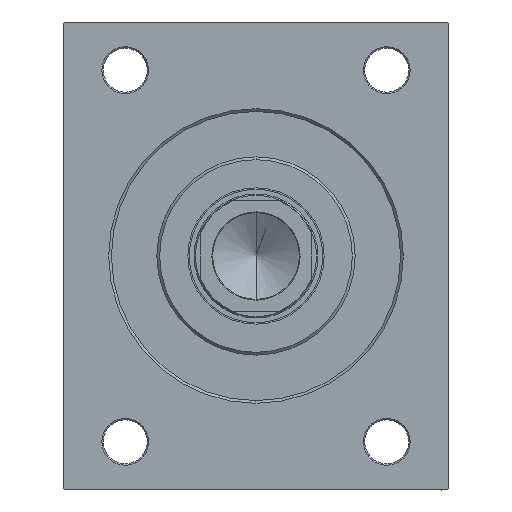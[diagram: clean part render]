
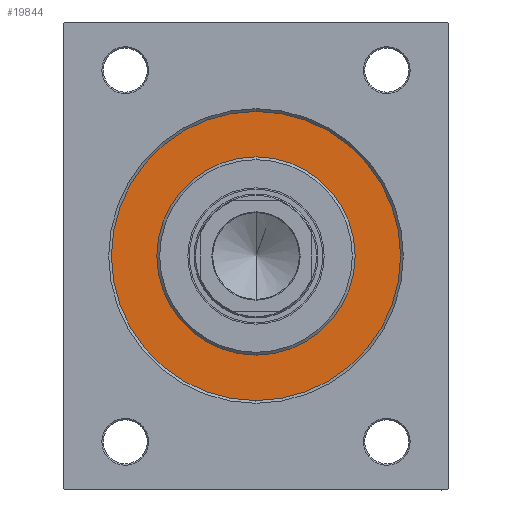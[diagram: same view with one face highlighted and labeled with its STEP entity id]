
A CAD part, left-side view. The second image highlights one B-rep face of the part: STEP entity #19844.
In plain terms, the highlighted face is planar.
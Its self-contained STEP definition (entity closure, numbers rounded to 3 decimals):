
#2989 = FACE_OUTER_BOUND ( 'NONE', #6905, .T. ) ;
#3659 = CARTESIAN_POINT ( 'NONE',  ( 0., 0., 0. ) ) ;
#4599 = ORIENTED_EDGE ( 'NONE', *, *, #24215, .F. ) ;
#4642 = AXIS2_PLACEMENT_3D ( 'NONE', #29780, #24296, #38132 ) ;
#5642 = EDGE_CURVE ( 'NONE', #30246, #20413, #36929, .T. ) ;
#6905 = EDGE_LOOP ( 'NONE', ( #33828, #22105 ) ) ;
#7593 = CIRCLE ( 'NONE', #22291, 36. ) ;
#9130 = CIRCLE ( 'NONE', #14748, 52.5 ) ;
#14566 = DIRECTION ( 'NONE',  ( 0., 0., 1. ) ) ;
#14748 = AXIS2_PLACEMENT_3D ( 'NONE', #3659, #17059, #14566 ) ;
#16386 = PLANE ( 'NONE',  #4642 ) ;
#17059 = DIRECTION ( 'NONE',  ( -1., 0., 0. ) ) ;
#18948 = CARTESIAN_POINT ( 'NONE',  ( 0., 0., 52.5 ) ) ;
#19679 = FACE_BOUND ( 'NONE', #26429, .T. ) ;
#19844 = ADVANCED_FACE ( 'NONE', ( #19679, #2989 ), #16386, .F. ) ;
#20413 = VERTEX_POINT ( 'NONE', #25330 ) ;
#22105 = ORIENTED_EDGE ( 'NONE', *, *, #5642, .F. ) ;
#22160 = CARTESIAN_POINT ( 'NONE',  ( 0., 0., 0. ) ) ;
#22291 = AXIS2_PLACEMENT_3D ( 'NONE', #22789, #22581, #29803 ) ;
#22581 = DIRECTION ( 'NONE',  ( 1., 0., 0. ) ) ;
#22787 = EDGE_CURVE ( 'NONE', #39617, #24332, #35449, .T. ) ;
#22789 = CARTESIAN_POINT ( 'NONE',  ( 0., 0., 0. ) ) ;
#24101 = CARTESIAN_POINT ( 'NONE',  ( 0., 0., -36. ) ) ;
#24215 = EDGE_CURVE ( 'NONE', #24332, #39617, #7593, .T. ) ;
#24296 = DIRECTION ( 'NONE',  ( -1., 0., 0. ) ) ;
#24332 = VERTEX_POINT ( 'NONE', #24101 ) ;
#25330 = CARTESIAN_POINT ( 'NONE',  ( 0., 0., -52.5 ) ) ;
#26429 = EDGE_LOOP ( 'NONE', ( #29993, #4599 ) ) ;
#26529 = DIRECTION ( 'NONE',  ( 0., 0., 1. ) ) ;
#29211 = AXIS2_PLACEMENT_3D ( 'NONE', #22160, #32474, #26529 ) ;
#29780 = CARTESIAN_POINT ( 'NONE',  ( 0., 0., 0. ) ) ;
#29803 = DIRECTION ( 'NONE',  ( 0., 0., -1. ) ) ;
#29993 = ORIENTED_EDGE ( 'NONE', *, *, #22787, .F. ) ;
#30246 = VERTEX_POINT ( 'NONE', #18948 ) ;
#31037 = EDGE_CURVE ( 'NONE', #20413, #30246, #9130, .T. ) ;
#32474 = DIRECTION ( 'NONE',  ( -1., 0., 0. ) ) ;
#33828 = ORIENTED_EDGE ( 'NONE', *, *, #31037, .F. ) ;
#34091 = CARTESIAN_POINT ( 'NONE',  ( 0., 0., 0. ) ) ;
#35449 = CIRCLE ( 'NONE', #41771, 36. ) ;
#36929 = CIRCLE ( 'NONE', #29211, 52.5 ) ;
#36947 = DIRECTION ( 'NONE',  ( 1., 0., 0. ) ) ;
#38132 = DIRECTION ( 'NONE',  ( 0., 0., 1. ) ) ;
#39617 = VERTEX_POINT ( 'NONE', #40268 ) ;
#40268 = CARTESIAN_POINT ( 'NONE',  ( 0., 0., 36. ) ) ;
#41112 = DIRECTION ( 'NONE',  ( 0., 0., -1. ) ) ;
#41771 = AXIS2_PLACEMENT_3D ( 'NONE', #34091, #36947, #41112 ) ;
